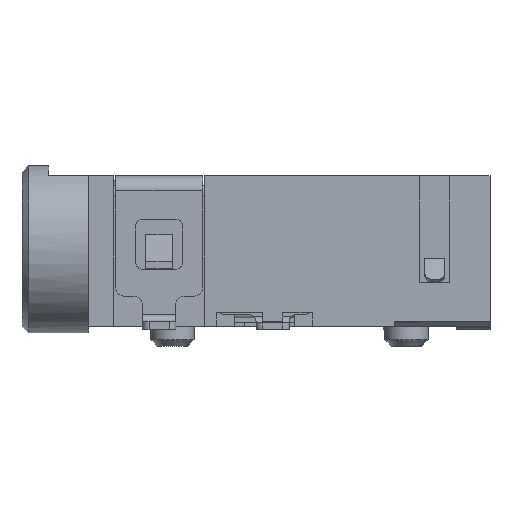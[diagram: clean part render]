
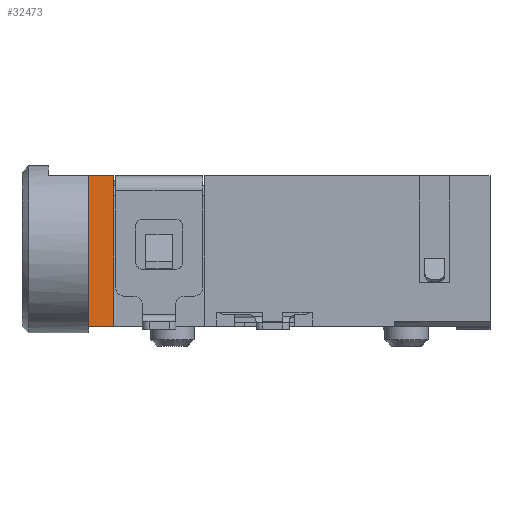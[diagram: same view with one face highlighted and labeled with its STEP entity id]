
A CAD part, front view. The second image highlights one B-rep face of the part: STEP entity #32473.
In plain terms, the highlighted planar face has unit normal (0, -1, 0).
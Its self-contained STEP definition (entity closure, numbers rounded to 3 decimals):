
#6138 = PLANE('',#6139);
#6139 = AXIS2_PLACEMENT_3D('',#6140,#6141,#6142);
#6140 = CARTESIAN_POINT('',(12.,-3.15,
    0.1));
#6141 = DIRECTION('',(0.,0.,-1.));
#6142 = DIRECTION('',(0.,-1.,0.));
#7732 = PLANE('',#7733);
#7733 = AXIS2_PLACEMENT_3D('',#7734,#7735,#7736);
#7734 = CARTESIAN_POINT('',(0.,-3.15,
    0.1));
#7735 = DIRECTION('',(-1.,0.,0.));
#7736 = DIRECTION('',(0.,-1.,0.));
#7823 = PLANE('',#7824);
#7824 = AXIS2_PLACEMENT_3D('',#7825,#7826,#7827);
#7825 = CARTESIAN_POINT('',(12.,3.15,
    4.6));
#7826 = DIRECTION('',(0.,0.,1.));
#7827 = DIRECTION('',(1.,0.,0.));
#29798 = PLANE('',#29799);
#29799 = AXIS2_PLACEMENT_3D('',#29800,#29801,#29802);
#29800 = CARTESIAN_POINT('',(0.75,-1.187,
    4.6));
#29801 = DIRECTION('',(-1.,0.,0.));
#29802 = DIRECTION('',(0.,-1.,0.));
#32473 = ADVANCED_FACE('',(#32474),#32488,.T.);
#32474 = FACE_BOUND('',#32475,.T.);
#32475 = EDGE_LOOP('',(#32476,#32506,#32529,#32552));
#32476 = ORIENTED_EDGE('',*,*,#32477,.F.);
#32477 = EDGE_CURVE('',#32478,#32480,#32482,.T.);
#32478 = VERTEX_POINT('',#32479);
#32479 = CARTESIAN_POINT('',(0.75,-3.15,
    0.1));
#32480 = VERTEX_POINT('',#32481);
#32481 = CARTESIAN_POINT('',(0.,-3.15,
    0.1));
#32482 = SURFACE_CURVE('',#32483,(#32487,#32499),.PCURVE_S1.);
#32483 = LINE('',#32484,#32485);
#32484 = CARTESIAN_POINT('',(12.,-3.15,
    0.1));
#32485 = VECTOR('',#32486,1.);
#32486 = DIRECTION('',(-1.,0.,0.));
#32487 = PCURVE('',#32488,#32493);
#32488 = PLANE('',#32489);
#32489 = AXIS2_PLACEMENT_3D('',#32490,#32491,#32492);
#32490 = CARTESIAN_POINT('',(12.,-3.15,
    4.6));
#32491 = DIRECTION('',(0.,-1.,0.));
#32492 = DIRECTION('',(0.,0.,-1.));
#32493 = DEFINITIONAL_REPRESENTATION('',(#32494),#32498);
#32494 = LINE('',#32495,#32496);
#32495 = CARTESIAN_POINT('',(4.5,0.));
#32496 = VECTOR('',#32497,1.);
#32497 = DIRECTION('',(0.,-1.));
#32498 = ( GEOMETRIC_REPRESENTATION_CONTEXT(2) 
PARAMETRIC_REPRESENTATION_CONTEXT() REPRESENTATION_CONTEXT('2D SPACE',''
  ) );
#32499 = PCURVE('',#6138,#32500);
#32500 = DEFINITIONAL_REPRESENTATION('',(#32501),#32505);
#32501 = LINE('',#32502,#32503);
#32502 = CARTESIAN_POINT('',(0.,0.));
#32503 = VECTOR('',#32504,1.);
#32504 = DIRECTION('',(0.,1.));
#32505 = ( GEOMETRIC_REPRESENTATION_CONTEXT(2) 
PARAMETRIC_REPRESENTATION_CONTEXT() REPRESENTATION_CONTEXT('2D SPACE',''
  ) );
#32506 = ORIENTED_EDGE('',*,*,#32507,.T.);
#32507 = EDGE_CURVE('',#32478,#32508,#32510,.T.);
#32508 = VERTEX_POINT('',#32509);
#32509 = CARTESIAN_POINT('',(0.75,-3.15,
    4.6));
#32510 = SURFACE_CURVE('',#32511,(#32515,#32522),.PCURVE_S1.);
#32511 = LINE('',#32512,#32513);
#32512 = CARTESIAN_POINT('',(0.75,-3.15,
    4.6));
#32513 = VECTOR('',#32514,1.);
#32514 = DIRECTION('',(0.,0.,1.));
#32515 = PCURVE('',#32488,#32516);
#32516 = DEFINITIONAL_REPRESENTATION('',(#32517),#32521);
#32517 = LINE('',#32518,#32519);
#32518 = CARTESIAN_POINT('',(0.,-11.25));
#32519 = VECTOR('',#32520,1.);
#32520 = DIRECTION('',(-1.,0.));
#32521 = ( GEOMETRIC_REPRESENTATION_CONTEXT(2) 
PARAMETRIC_REPRESENTATION_CONTEXT() REPRESENTATION_CONTEXT('2D SPACE',''
  ) );
#32522 = PCURVE('',#29798,#32523);
#32523 = DEFINITIONAL_REPRESENTATION('',(#32524),#32528);
#32524 = LINE('',#32525,#32526);
#32525 = CARTESIAN_POINT('',(1.963,0.));
#32526 = VECTOR('',#32527,1.);
#32527 = DIRECTION('',(-0.,1.));
#32528 = ( GEOMETRIC_REPRESENTATION_CONTEXT(2) 
PARAMETRIC_REPRESENTATION_CONTEXT() REPRESENTATION_CONTEXT('2D SPACE',''
  ) );
#32529 = ORIENTED_EDGE('',*,*,#32530,.F.);
#32530 = EDGE_CURVE('',#32531,#32508,#32533,.T.);
#32531 = VERTEX_POINT('',#32532);
#32532 = CARTESIAN_POINT('',(0.,-3.15,
    4.6));
#32533 = SURFACE_CURVE('',#32534,(#32538,#32545),.PCURVE_S1.);
#32534 = LINE('',#32535,#32536);
#32535 = CARTESIAN_POINT('',(12.,-3.15,
    4.6));
#32536 = VECTOR('',#32537,1.);
#32537 = DIRECTION('',(1.,0.,0.));
#32538 = PCURVE('',#32488,#32539);
#32539 = DEFINITIONAL_REPRESENTATION('',(#32540),#32544);
#32540 = LINE('',#32541,#32542);
#32541 = CARTESIAN_POINT('',(0.,0.));
#32542 = VECTOR('',#32543,1.);
#32543 = DIRECTION('',(0.,1.));
#32544 = ( GEOMETRIC_REPRESENTATION_CONTEXT(2) 
PARAMETRIC_REPRESENTATION_CONTEXT() REPRESENTATION_CONTEXT('2D SPACE',''
  ) );
#32545 = PCURVE('',#7823,#32546);
#32546 = DEFINITIONAL_REPRESENTATION('',(#32547),#32551);
#32547 = LINE('',#32548,#32549);
#32548 = CARTESIAN_POINT('',(0.,-6.3));
#32549 = VECTOR('',#32550,1.);
#32550 = DIRECTION('',(1.,0.));
#32551 = ( GEOMETRIC_REPRESENTATION_CONTEXT(2) 
PARAMETRIC_REPRESENTATION_CONTEXT() REPRESENTATION_CONTEXT('2D SPACE',''
  ) );
#32552 = ORIENTED_EDGE('',*,*,#32553,.F.);
#32553 = EDGE_CURVE('',#32480,#32531,#32554,.T.);
#32554 = SURFACE_CURVE('',#32555,(#32559,#32566),.PCURVE_S1.);
#32555 = LINE('',#32556,#32557);
#32556 = CARTESIAN_POINT('',(0.,-3.15,
    0.1));
#32557 = VECTOR('',#32558,1.);
#32558 = DIRECTION('',(0.,0.,1.));
#32559 = PCURVE('',#32488,#32560);
#32560 = DEFINITIONAL_REPRESENTATION('',(#32561),#32565);
#32561 = LINE('',#32562,#32563);
#32562 = CARTESIAN_POINT('',(4.5,-12.));
#32563 = VECTOR('',#32564,1.);
#32564 = DIRECTION('',(-1.,0.));
#32565 = ( GEOMETRIC_REPRESENTATION_CONTEXT(2) 
PARAMETRIC_REPRESENTATION_CONTEXT() REPRESENTATION_CONTEXT('2D SPACE',''
  ) );
#32566 = PCURVE('',#7732,#32567);
#32567 = DEFINITIONAL_REPRESENTATION('',(#32568),#32572);
#32568 = LINE('',#32569,#32570);
#32569 = CARTESIAN_POINT('',(0.,0.));
#32570 = VECTOR('',#32571,1.);
#32571 = DIRECTION('',(-0.,1.));
#32572 = ( GEOMETRIC_REPRESENTATION_CONTEXT(2) 
PARAMETRIC_REPRESENTATION_CONTEXT() REPRESENTATION_CONTEXT('2D SPACE',''
  ) );
